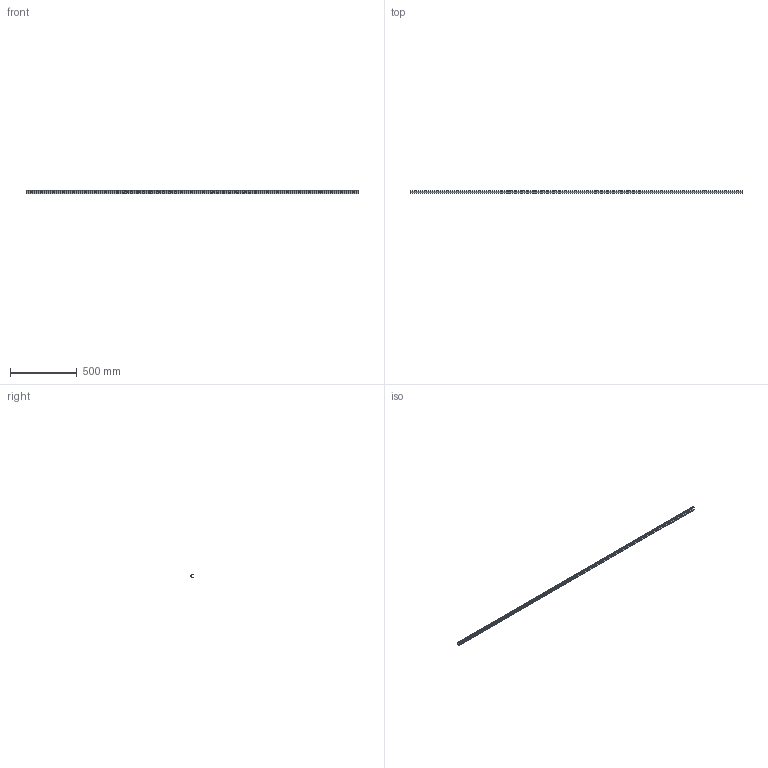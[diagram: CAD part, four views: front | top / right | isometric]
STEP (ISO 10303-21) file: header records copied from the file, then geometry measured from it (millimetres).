
FILE_DESCRIPTION((''),'2;1');
FILE_NAME('# S-LBX 30-2480 (OM).stp','2021-07-27T11:59:41',('USpaeth'),(''),'Autodesk Inventor 2012','Autodesk Inventor 2012','');
FILE_SCHEMA(('AUTOMOTIVE_DESIGN { 1 0 10303 214 1 1 1 1 }'));
Length unit declared in the file: millimetre
Products named in the file (1): # S-LBX 30-2480 (OM)
Bounding box: 2480 x 15 x 29.5 mm (x, y, z)
Volume: 283724.7 mm3; surface area: 241424.5 mm2
Topology: 1 solids, 1 shells, 146 faces, 432 edges, 288 vertices
Faces by surface type: plane 76, cylinder 70
Entity records: 5066 total; most frequent: CARTESIAN_POINT 867, DIRECTION 866, ORIENTED_EDGE 864, EDGE_CURVE 432, VECTOR 292, LINE 292, VERTEX_POINT 288, AXIS2_PLACEMENT_3D 287
